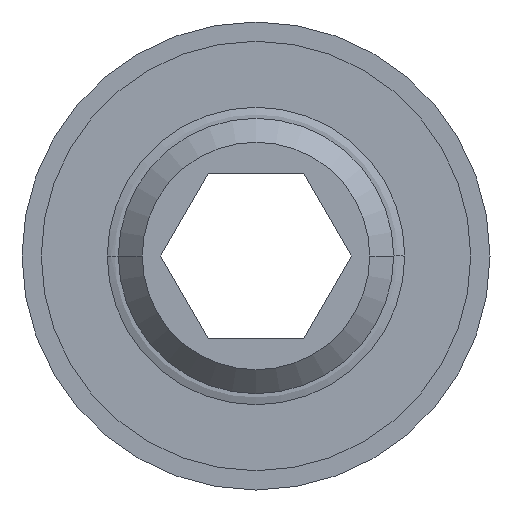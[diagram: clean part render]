
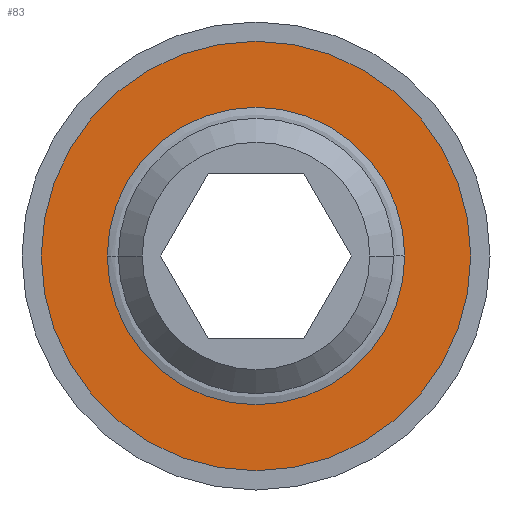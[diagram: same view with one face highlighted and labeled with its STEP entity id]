
A CAD part, front view. The second image highlights one B-rep face of the part: STEP entity #83.
In plain terms, the highlighted planar face has unit normal (0, -1, 0).
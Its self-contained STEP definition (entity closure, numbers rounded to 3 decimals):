
#83=ADVANCED_FACE('',(#166,#167),#168,.T.);
#166=FACE_BOUND('',#250,.T.);
#167=FACE_OUTER_BOUND('',#251,.T.);
#168=PLANE('',#252);
#250=EDGE_LOOP('',(#526,#527));
#251=EDGE_LOOP('',(#528,#529));
#252=AXIS2_PLACEMENT_3D('',#530,#531,#532);
#526=ORIENTED_EDGE('',*,*,#573,.T.);
#527=ORIENTED_EDGE('',*,*,#598,.T.);
#528=ORIENTED_EDGE('',*,*,#615,.T.);
#529=ORIENTED_EDGE('',*,*,#534,.T.);
#530=CARTESIAN_POINT('',(0.0,0.0,0.0));
#531=DIRECTION('',(0.0,-1.0,0.0));
#532=DIRECTION('',(-1.0,0.0,0.0));
#534=EDGE_CURVE('',#619,#616,#620,.T.);
#573=EDGE_CURVE('',#686,#690,#692,.T.);
#598=EDGE_CURVE('',#690,#686,#733,.T.);
#615=EDGE_CURVE('',#616,#619,#751,.T.);
#616=VERTEX_POINT('',#752);
#619=VERTEX_POINT('',#756);
#620=CIRCLE('',#757,3.9);
#686=VERTEX_POINT('',#840);
#690=VERTEX_POINT('',#844);
#692=CIRCLE('',#846,2.702);
#733=CIRCLE('',#907,2.702);
#751=CIRCLE('',#925,3.9);
#752=CARTESIAN_POINT('',(3.9,0.0,0.0));
#756=CARTESIAN_POINT('',(-3.9,0.0,0.));
#757=AXIS2_PLACEMENT_3D('',#927,#928,#929);
#840=CARTESIAN_POINT('',(2.702,0.0,0.));
#844=CARTESIAN_POINT('',(-2.702,0.0,0.));
#846=AXIS2_PLACEMENT_3D('',#1010,#1011,#1012);
#907=AXIS2_PLACEMENT_3D('',#1045,#1046,#1047);
#925=AXIS2_PLACEMENT_3D('',#1096,#1097,#1098);
#927=CARTESIAN_POINT('',(0.0,0.0,0.0));
#928=DIRECTION('',(0.0,-1.0,0.0));
#929=DIRECTION('',(1.0,0.0,0.0));
#1010=CARTESIAN_POINT('',(0.0,0.0,0.0));
#1011=DIRECTION('',(0.0,1.0,0.0));
#1012=DIRECTION('',(-1.0,0.0,0.0));
#1045=CARTESIAN_POINT('',(0.0,0.0,0.0));
#1046=DIRECTION('',(0.0,1.0,0.0));
#1047=DIRECTION('',(-1.0,0.0,0.0));
#1096=CARTESIAN_POINT('',(0.0,0.0,0.0));
#1097=DIRECTION('',(0.0,-1.0,0.0));
#1098=DIRECTION('',(1.0,0.0,0.0));
